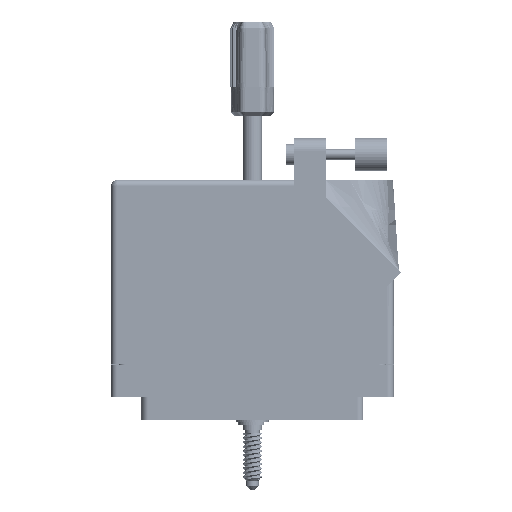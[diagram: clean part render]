
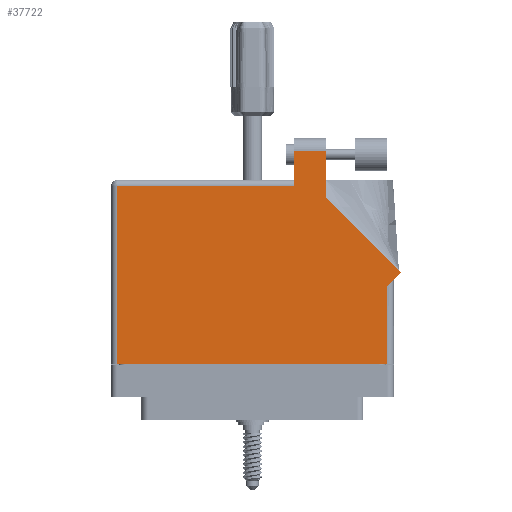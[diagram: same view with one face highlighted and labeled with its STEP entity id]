
A CAD part, front view. The second image highlights one B-rep face of the part: STEP entity #37722.
In plain terms, the highlighted face is planar.
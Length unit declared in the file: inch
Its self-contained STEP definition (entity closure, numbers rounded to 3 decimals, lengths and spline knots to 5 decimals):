
#885 = CARTESIAN_POINT ( 'NONE',  ( -1.359, 1.675, 0.617 ) ) ;
#2261 = FACE_OUTER_BOUND ( 'NONE', #24437, .T. ) ;
#3253 = VERTEX_POINT ( 'NONE', #7019 ) ;
#3402 = DIRECTION ( 'NONE',  ( 0., 1., 0. ) ) ;
#7019 = CARTESIAN_POINT ( 'NONE',  ( -1.297, -0.1, 0.617 ) ) ;
#8431 = ORIENTED_EDGE ( 'NONE', *, *, #12264, .T. ) ;
#8455 = CARTESIAN_POINT ( 'NONE',  ( 1.297, 0.653, 0.617 ) ) ;
#9525 = EDGE_CURVE ( 'NONE', #56481, #17975, #84174, .T. ) ;
#12264 = EDGE_CURVE ( 'NONE', #17975, #3253, #59623, .T. ) ;
#13467 = VECTOR ( 'NONE', #3402, 39.37008 ) ;
#16633 = EDGE_CURVE ( 'NONE', #85601, #56481, #24713, .T. ) ;
#17975 = VERTEX_POINT ( 'NONE', #58340 ) ;
#21467 = DIRECTION ( 'NONE',  ( -1., 0., 0. ) ) ;
#21726 = LINE ( 'NONE', #54840, #40573 ) ;
#24145 = CARTESIAN_POINT ( 'NONE',  ( 1.297, 0.715, 0.617 ) ) ;
#24437 = EDGE_LOOP ( 'NONE', ( #50648, #42551, #40813, #77430, #8431, #70998, #49173, #57752, #27216 ) ) ;
#24713 = LINE ( 'NONE', #39647, #59308 ) ;
#25315 = CARTESIAN_POINT ( 'NONE',  ( -1.359, -0.1, 0.617 ) ) ;
#26888 = DIRECTION ( 'NONE',  ( 0., -1., 0. ) ) ;
#27216 = ORIENTED_EDGE ( 'NONE', *, *, #51107, .T. ) ;
#28643 = VECTOR ( 'NONE', #79420, 39.37008 ) ;
#29231 = LINE ( 'NONE', #33988, #44936 ) ;
#29275 = AXIS2_PLACEMENT_3D ( 'NONE', #885, #41979, #21467 ) ;
#30552 = VECTOR ( 'NONE', #38965, 39.37008 ) ;
#31881 = CARTESIAN_POINT ( 'NONE',  ( 0.399, 1.95, 0.617 ) ) ;
#31891 = EDGE_CURVE ( 'NONE', #3253, #82894, #58226, .T. ) ;
#33988 = CARTESIAN_POINT ( 'NONE',  ( 1.359, 0.715, 0.617 ) ) ;
#37563 = EDGE_CURVE ( 'NONE', #82894, #77996, #84090, .T. ) ;
#37722 = ADVANCED_FACE ( 'NONE', ( #2261 ), #53981, .F. ) ;
#38091 = CARTESIAN_POINT ( 'NONE',  ( 1.42971, 0.78571, 0.617 ) ) ;
#38965 = DIRECTION ( 'NONE',  ( -0.707, 0.707, 0. ) ) ;
#39647 = CARTESIAN_POINT ( 'NONE',  ( 0.399, 1.675, 0.617 ) ) ;
#39886 = EDGE_CURVE ( 'NONE', #77996, #68248, #29231, .T. ) ;
#40573 = VECTOR ( 'NONE', #42576, 39.37008 ) ;
#40727 = VERTEX_POINT ( 'NONE', #41972 ) ;
#40813 = ORIENTED_EDGE ( 'NONE', *, *, #16633, .T. ) ;
#41835 = VECTOR ( 'NONE', #26888, 39.37008 ) ;
#41972 = CARTESIAN_POINT ( 'NONE',  ( 0.706, 1.95, 0.617 ) ) ;
#41979 = DIRECTION ( 'NONE',  ( 0., 0., -1. ) ) ;
#42551 = ORIENTED_EDGE ( 'NONE', *, *, #67817, .T. ) ;
#42576 = DIRECTION ( 'NONE',  ( -1., 0., 0. ) ) ;
#44936 = VECTOR ( 'NONE', #80817, 39.37008 ) ;
#49173 = ORIENTED_EDGE ( 'NONE', *, *, #37563, .T. ) ;
#49728 = CARTESIAN_POINT ( 'NONE',  ( 1.297, -0.1, 0.617 ) ) ;
#50648 = ORIENTED_EDGE ( 'NONE', *, *, #66782, .T. ) ;
#51107 = EDGE_CURVE ( 'NONE', #68248, #71214, #54639, .T. ) ;
#52544 = CARTESIAN_POINT ( 'NONE',  ( -1.359, 1.613, 0.617 ) ) ;
#53981 = PLANE ( 'NONE',  #29275 ) ;
#54411 = LINE ( 'NONE', #84574, #13467 ) ;
#54639 = LINE ( 'NONE', #38091, #30552 ) ;
#54840 = CARTESIAN_POINT ( 'NONE',  ( 0.399, 1.95, 0.617 ) ) ;
#56481 = VERTEX_POINT ( 'NONE', #77426 ) ;
#57752 = ORIENTED_EDGE ( 'NONE', *, *, #39886, .T. ) ;
#58226 = LINE ( 'NONE', #25315, #70758 ) ;
#58340 = CARTESIAN_POINT ( 'NONE',  ( -1.297, 1.613, 0.617 ) ) ;
#59308 = VECTOR ( 'NONE', #60413, 39.37008 ) ;
#59623 = LINE ( 'NONE', #61086, #41835 ) ;
#60413 = DIRECTION ( 'NONE',  ( 0., -1., 0. ) ) ;
#61086 = CARTESIAN_POINT ( 'NONE',  ( -1.297, -0.1, 0.617 ) ) ;
#65087 = DIRECTION ( 'NONE',  ( 1., 0., 0. ) ) ;
#66782 = EDGE_CURVE ( 'NONE', #71214, #40727, #54411, .T. ) ;
#67817 = EDGE_CURVE ( 'NONE', #40727, #85601, #21726, .T. ) ;
#68248 = VERTEX_POINT ( 'NONE', #76659 ) ;
#70399 = VECTOR ( 'NONE', #76838, 39.37008 ) ;
#70758 = VECTOR ( 'NONE', #65087, 39.37008 ) ;
#70998 = ORIENTED_EDGE ( 'NONE', *, *, #31891, .T. ) ;
#71214 = VERTEX_POINT ( 'NONE', #81008 ) ;
#76659 = CARTESIAN_POINT ( 'NONE',  ( 1.42971, 0.78571, 0.617 ) ) ;
#76838 = DIRECTION ( 'NONE',  ( 0., 1., 0. ) ) ;
#77426 = CARTESIAN_POINT ( 'NONE',  ( 0.399, 1.613, 0.617 ) ) ;
#77430 = ORIENTED_EDGE ( 'NONE', *, *, #9525, .T. ) ;
#77996 = VERTEX_POINT ( 'NONE', #8455 ) ;
#79420 = DIRECTION ( 'NONE',  ( -1., 0., 0. ) ) ;
#80817 = DIRECTION ( 'NONE',  ( 0.707, 0.707, 0. ) ) ;
#81008 = CARTESIAN_POINT ( 'NONE',  ( 0.706, 1.50942, 0.617 ) ) ;
#82894 = VERTEX_POINT ( 'NONE', #49728 ) ;
#84090 = LINE ( 'NONE', #24145, #70399 ) ;
#84174 = LINE ( 'NONE', #52544, #28643 ) ;
#84574 = CARTESIAN_POINT ( 'NONE',  ( 0.706, 1.50942, 0.617 ) ) ;
#85601 = VERTEX_POINT ( 'NONE', #31881 ) ;
